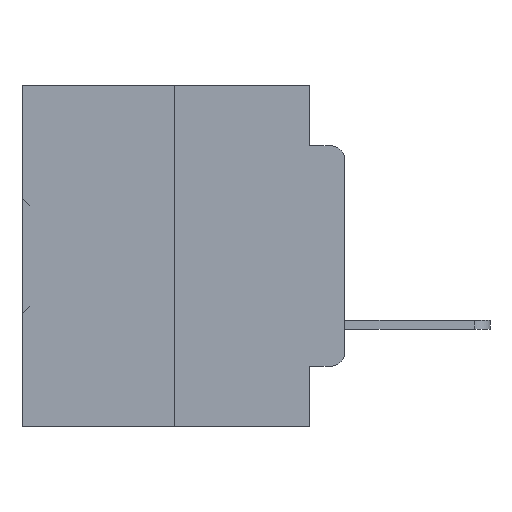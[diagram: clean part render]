
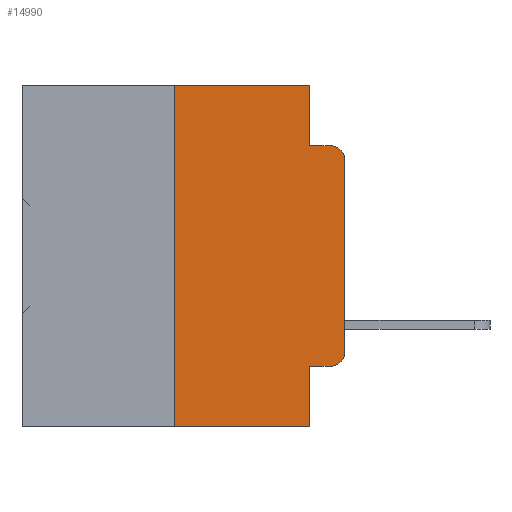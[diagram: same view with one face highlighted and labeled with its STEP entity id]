
A CAD part, left-side view. The second image highlights one B-rep face of the part: STEP entity #14990.
In plain terms, the highlighted planar face has unit normal (-1, 0, 0).
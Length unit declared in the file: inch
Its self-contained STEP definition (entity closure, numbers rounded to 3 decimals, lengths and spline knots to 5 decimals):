
#482 = CARTESIAN_POINT ( 'NONE',  ( 0., 0.051, -0.0885 ) ) ;
#796 = ORIENTED_EDGE ( 'NONE', *, *, #14109, .T. ) ;
#809 = CARTESIAN_POINT ( 'NONE',  ( 0., 0.051, 0. ) ) ;
#1103 = DIRECTION ( 'NONE',  ( -1., 0., 0. ) ) ;
#1549 = ORIENTED_EDGE ( 'NONE', *, *, #16541, .T. ) ;
#1679 = CARTESIAN_POINT ( 'NONE',  ( 0., 0.02, -0.4115 ) ) ;
#3637 = LINE ( 'NONE', #21757, #5612 ) ;
#3658 = VECTOR ( 'NONE', #7084, 39.37008 ) ;
#3727 = VERTEX_POINT ( 'NONE', #1679 ) ;
#3832 = DIRECTION ( 'NONE',  ( -1., 0., 0. ) ) ;
#4063 = DIRECTION ( 'NONE',  ( 0., -1., 0. ) ) ;
#4082 = LINE ( 'NONE', #34601, #35498 ) ;
#4421 = ORIENTED_EDGE ( 'NONE', *, *, #18472, .T. ) ;
#4956 = VERTEX_POINT ( 'NONE', #21310 ) ;
#5612 = VECTOR ( 'NONE', #4063, 39.37008 ) ;
#5733 = CARTESIAN_POINT ( 'NONE',  ( 0., 0., -0.3915 ) ) ;
#6305 = VERTEX_POINT ( 'NONE', #29028 ) ;
#6446 = LINE ( 'NONE', #14196, #35848 ) ;
#6683 = LINE ( 'NONE', #30495, #22307 ) ;
#7084 = DIRECTION ( 'NONE',  ( 0., 0., -1. ) ) ;
#7313 = EDGE_CURVE ( 'NONE', #4956, #6305, #30444, .T. ) ;
#7463 = VECTOR ( 'NONE', #9345, 39.37008 ) ;
#7732 = EDGE_LOOP ( 'NONE', ( #4421, #1549, #33858, #13460, #29331, #34209, #14332, #19363, #11425, #796 ) ) ;
#9345 = DIRECTION ( 'NONE',  ( 0., 0., 1. ) ) ;
#11337 = LINE ( 'NONE', #12940, #25759 ) ;
#11402 = EDGE_CURVE ( 'NONE', #18016, #23689, #11337, .T. ) ;
#11425 = ORIENTED_EDGE ( 'NONE', *, *, #23755, .T. ) ;
#12670 = LINE ( 'NONE', #809, #3658 ) ;
#12940 = CARTESIAN_POINT ( 'NONE',  ( 0., 0.051, 0. ) ) ;
#13460 = ORIENTED_EDGE ( 'NONE', *, *, #11402, .F. ) ;
#13471 = DIRECTION ( 'NONE',  ( 0., -1., 0. ) ) ;
#14109 = EDGE_CURVE ( 'NONE', #3727, #25371, #28663, .T. ) ;
#14196 = CARTESIAN_POINT ( 'NONE',  ( 0., 0.473, -0.5 ) ) ;
#14332 = ORIENTED_EDGE ( 'NONE', *, *, #33768, .T. ) ;
#14760 = CARTESIAN_POINT ( 'NONE',  ( 0., 0., -0.1085 ) ) ;
#14957 = DIRECTION ( 'NONE',  ( 0., 0., 1. ) ) ;
#14990 = ADVANCED_FACE ( 'NONE', ( #28586 ), #22390, .F. ) ;
#16113 = VERTEX_POINT ( 'NONE', #22547 ) ;
#16541 = EDGE_CURVE ( 'NONE', #20442, #16113, #32370, .T. ) ;
#16753 = CARTESIAN_POINT ( 'NONE',  ( 0., 0.473, 0. ) ) ;
#18016 = VERTEX_POINT ( 'NONE', #34641 ) ;
#18472 = EDGE_CURVE ( 'NONE', #25371, #20442, #4082, .T. ) ;
#18874 = DIRECTION ( 'NONE',  ( 0., -1., 0. ) ) ;
#19126 = CARTESIAN_POINT ( 'NONE',  ( 0., 0.02, -0.1085 ) ) ;
#19363 = ORIENTED_EDGE ( 'NONE', *, *, #27522, .F. ) ;
#19642 = DIRECTION ( 'NONE',  ( 0., 0., -1. ) ) ;
#20442 = VERTEX_POINT ( 'NONE', #14760 ) ;
#21310 = CARTESIAN_POINT ( 'NONE',  ( 0., 0.25, -0.5 ) ) ;
#21452 = AXIS2_PLACEMENT_3D ( 'NONE', #16753, #36182, #19642 ) ;
#21529 = CARTESIAN_POINT ( 'NONE',  ( 0., 0.02, -0.3915 ) ) ;
#21757 = CARTESIAN_POINT ( 'NONE',  ( 0., 0.051, -0.4115 ) ) ;
#21812 = EDGE_CURVE ( 'NONE', #6305, #18016, #6683, .T. ) ;
#21994 = DIRECTION ( 'NONE',  ( 0., 0., -1. ) ) ;
#22307 = VECTOR ( 'NONE', #13471, 39.37008 ) ;
#22390 = PLANE ( 'NONE',  #21452 ) ;
#22547 = CARTESIAN_POINT ( 'NONE',  ( 0., 0.02, -0.0885 ) ) ;
#23131 = VECTOR ( 'NONE', #18874, 39.37008 ) ;
#23689 = VERTEX_POINT ( 'NONE', #482 ) ;
#23755 = EDGE_CURVE ( 'NONE', #25397, #3727, #3637, .T. ) ;
#24436 = DIRECTION ( 'NONE',  ( 0., 0., -1. ) ) ;
#25371 = VERTEX_POINT ( 'NONE', #5733 ) ;
#25397 = VERTEX_POINT ( 'NONE', #36994 ) ;
#25759 = VECTOR ( 'NONE', #30017, 39.37008 ) ;
#26834 = EDGE_CURVE ( 'NONE', #23689, #16113, #30551, .T. ) ;
#27374 = VERTEX_POINT ( 'NONE', #29727 ) ;
#27422 = AXIS2_PLACEMENT_3D ( 'NONE', #21529, #3832, #24436 ) ;
#27522 = EDGE_CURVE ( 'NONE', #25397, #27374, #12670, .T. ) ;
#28548 = DIRECTION ( 'NONE',  ( 0., -1., 0. ) ) ;
#28586 = FACE_OUTER_BOUND ( 'NONE', #7732, .T. ) ;
#28663 = CIRCLE ( 'NONE', #27422, 0.02 ) ;
#29028 = CARTESIAN_POINT ( 'NONE',  ( 0., 0.25, 0. ) ) ;
#29331 = ORIENTED_EDGE ( 'NONE', *, *, #21812, .F. ) ;
#29468 = CARTESIAN_POINT ( 'NONE',  ( 0., 0.25, 0. ) ) ;
#29727 = CARTESIAN_POINT ( 'NONE',  ( 0., 0.051, -0.5 ) ) ;
#30017 = DIRECTION ( 'NONE',  ( 0., 0., -1. ) ) ;
#30107 = CARTESIAN_POINT ( 'NONE',  ( 0., 0.051, -0.0885 ) ) ;
#30444 = LINE ( 'NONE', #29468, #7463 ) ;
#30495 = CARTESIAN_POINT ( 'NONE',  ( 0., 0.473, 0. ) ) ;
#30551 = LINE ( 'NONE', #30107, #23131 ) ;
#32370 = CIRCLE ( 'NONE', #33457, 0.02 ) ;
#33457 = AXIS2_PLACEMENT_3D ( 'NONE', #19126, #1103, #21994 ) ;
#33768 = EDGE_CURVE ( 'NONE', #4956, #27374, #6446, .T. ) ;
#33858 = ORIENTED_EDGE ( 'NONE', *, *, #26834, .F. ) ;
#34209 = ORIENTED_EDGE ( 'NONE', *, *, #7313, .F. ) ;
#34601 = CARTESIAN_POINT ( 'NONE',  ( 0., 0., 0. ) ) ;
#34641 = CARTESIAN_POINT ( 'NONE',  ( 0., 0.051, 0. ) ) ;
#35498 = VECTOR ( 'NONE', #14957, 39.37008 ) ;
#35848 = VECTOR ( 'NONE', #28548, 39.37008 ) ;
#36182 = DIRECTION ( 'NONE',  ( 1., 0., 0. ) ) ;
#36994 = CARTESIAN_POINT ( 'NONE',  ( 0., 0.051, -0.4115 ) ) ;
